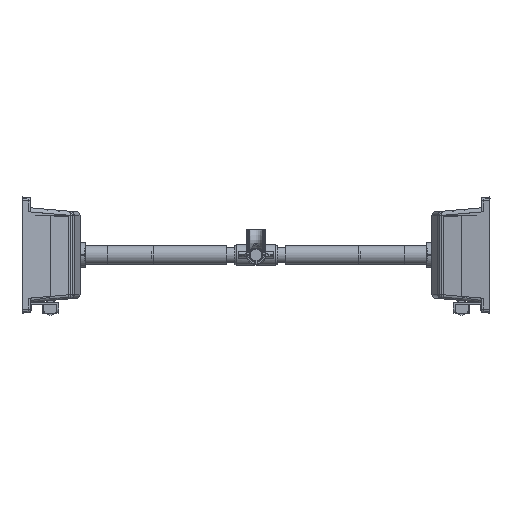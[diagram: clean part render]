
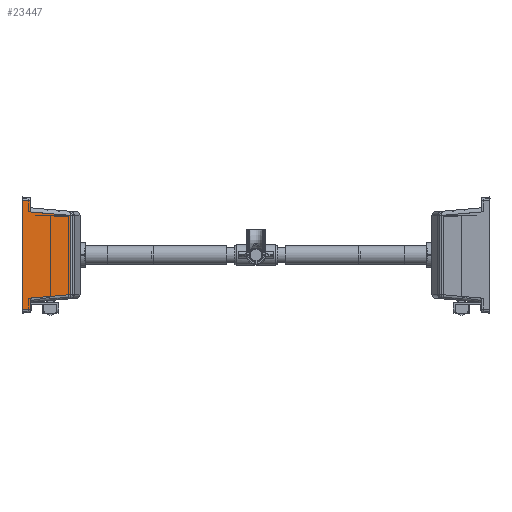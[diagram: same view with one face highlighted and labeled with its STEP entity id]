
A CAD part, front view. The second image highlights one B-rep face of the part: STEP entity #23447.
In plain terms, the highlighted planar face has unit normal (0.087, -0.996, 0).
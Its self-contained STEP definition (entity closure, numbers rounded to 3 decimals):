
#2292=FACE_OUTER_BOUND('',#3624,.T.);
#3624=EDGE_LOOP('',(#17072,#17073,#17074,#17075,#17076,#17077,#17078,#17079));
#5482=LINE('',#35780,#7909);
#5484=LINE('',#35786,#7911);
#5487=LINE('',#35896,#7914);
#5488=LINE('',#35898,#7915);
#5489=LINE('',#35900,#7916);
#5490=LINE('',#35902,#7917);
#5491=LINE('',#35904,#7918);
#5492=LINE('',#35905,#7919);
#7909=VECTOR('',#28364,10.);
#7911=VECTOR('',#28370,10.);
#7914=VECTOR('',#28379,10.);
#7915=VECTOR('',#28380,10.);
#7916=VECTOR('',#28381,10.);
#7917=VECTOR('',#28382,10.);
#7918=VECTOR('',#28383,10.);
#7919=VECTOR('',#28384,10.);
#10198=VERTEX_POINT('',#35777);
#10199=VERTEX_POINT('',#35779);
#10201=VERTEX_POINT('',#35785);
#10207=VERTEX_POINT('',#35895);
#10208=VERTEX_POINT('',#35897);
#10209=VERTEX_POINT('',#35899);
#10210=VERTEX_POINT('',#35901);
#10211=VERTEX_POINT('',#35903);
#12734=EDGE_CURVE('',#10198,#10199,#5482,.T.);
#12737=EDGE_CURVE('',#10201,#10199,#5484,.T.);
#12744=EDGE_CURVE('',#10198,#10207,#5487,.T.);
#12745=EDGE_CURVE('',#10208,#10207,#5488,.T.);
#12746=EDGE_CURVE('',#10209,#10208,#5489,.T.);
#12747=EDGE_CURVE('',#10210,#10209,#5490,.T.);
#12748=EDGE_CURVE('',#10210,#10211,#5491,.T.);
#12749=EDGE_CURVE('',#10201,#10211,#5492,.T.);
#17072=ORIENTED_EDGE('',*,*,#12734,.F.);
#17073=ORIENTED_EDGE('',*,*,#12744,.T.);
#17074=ORIENTED_EDGE('',*,*,#12745,.F.);
#17075=ORIENTED_EDGE('',*,*,#12746,.F.);
#17076=ORIENTED_EDGE('',*,*,#12747,.F.);
#17077=ORIENTED_EDGE('',*,*,#12748,.T.);
#17078=ORIENTED_EDGE('',*,*,#12749,.F.);
#17079=ORIENTED_EDGE('',*,*,#12737,.T.);
#22542=PLANE('',#25250);
#23447=ADVANCED_FACE('',(#2292),#22542,.T.);
#25250=AXIS2_PLACEMENT_3D('',#35894,#28377,#28378);
#28364=DIRECTION('',(-0.992,-0.087,-0.087));
#28370=DIRECTION('',(0.,0.,-1.));
#28377=DIRECTION('center_axis',(0.087,-0.996,0.));
#28378=DIRECTION('ref_axis',(0.,0.,-1.));
#28379=DIRECTION('',(0.,0.,1.));
#28380=DIRECTION('',(-0.992,-0.087,-0.087));
#28381=DIRECTION('',(0.,0.,-1.));
#28382=DIRECTION('',(0.992,0.087,-0.087));
#28383=DIRECTION('',(0.,0.,1.));
#28384=DIRECTION('',(0.992,0.087,-0.087));
#35777=CARTESIAN_POINT('',(-262.5,-54.125,-65.14));
#35779=CARTESIAN_POINT('',(-272.5,-55.,-66.015));
#35780=CARTESIAN_POINT('',(-262.172,-54.096,-65.112));
#35785=CARTESIAN_POINT('',(-272.5,-55.,66.015));
#35786=CARTESIAN_POINT('',(-272.5,-55.,70.));
#35894=CARTESIAN_POINT('Origin',(-272.5,-55.,-70.));
#35895=CARTESIAN_POINT('',(-262.5,-54.125,-51.944));
#35896=CARTESIAN_POINT('',(-262.5,-54.125,70.));
#35897=CARTESIAN_POINT('',(-214.143,-49.894,-47.713));
#35898=CARTESIAN_POINT('',(-257.677,-53.703,-51.522));
#35899=CARTESIAN_POINT('',(-214.143,-49.894,47.713));
#35900=CARTESIAN_POINT('',(-214.143,-49.894,-35.));
#35901=CARTESIAN_POINT('',(-262.5,-54.125,51.944));
#35902=CARTESIAN_POINT('',(-262.423,-54.118,51.937));
#35903=CARTESIAN_POINT('',(-262.5,-54.125,65.14));
#35904=CARTESIAN_POINT('',(-262.5,-54.125,70.));
#35905=CARTESIAN_POINT('',(-266.811,-54.502,65.518));
